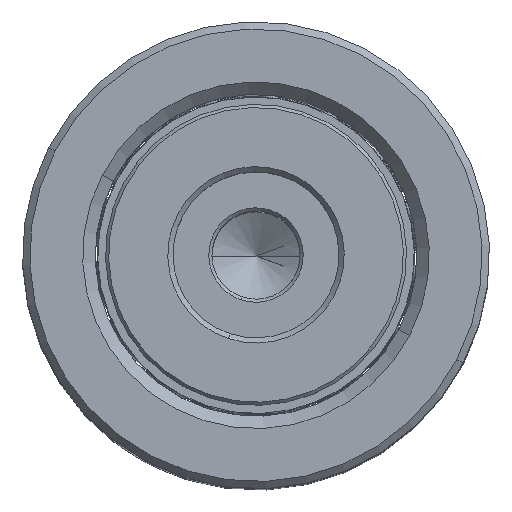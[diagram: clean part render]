
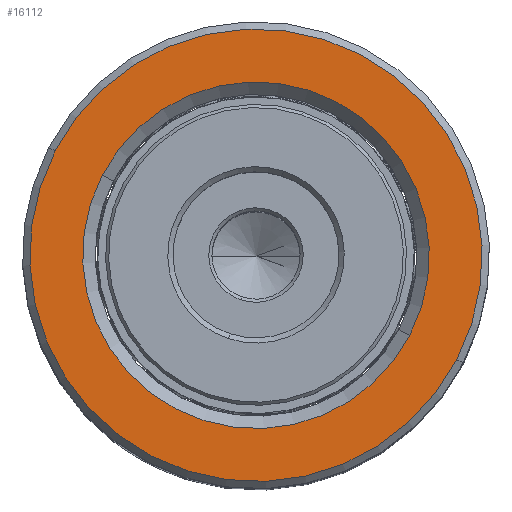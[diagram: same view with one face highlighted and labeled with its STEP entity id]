
A CAD part, top view. The second image highlights one B-rep face of the part: STEP entity #16112.
In plain terms, the highlighted planar face has unit normal (0, 0, 1).
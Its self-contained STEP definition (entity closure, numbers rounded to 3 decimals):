
#627 = AXIS2_PLACEMENT_3D ( 'NONE', #8671, #18165, #18429 ) ;
#1812 = CIRCLE ( 'NONE', #22448, 21.8 ) ;
#2265 = EDGE_CURVE ( 'NONE', #10934, #27979, #31464, .T. ) ;
#2607 = AXIS2_PLACEMENT_3D ( 'NONE', #13349, #17003, #38553 ) ;
#4044 = AXIS2_PLACEMENT_3D ( 'NONE', #26672, #17760, #32802 ) ;
#6412 = VERTEX_POINT ( 'NONE', #19384 ) ;
#7580 = PLANE ( 'NONE',  #30804 ) ;
#8671 = CARTESIAN_POINT ( 'NONE',  ( 0., 0., 80. ) ) ;
#10934 = VERTEX_POINT ( 'NONE', #29993 ) ;
#11228 = EDGE_LOOP ( 'NONE', ( #14365, #12506 ) ) ;
#12506 = ORIENTED_EDGE ( 'NONE', *, *, #25552, .T. ) ;
#13219 = FACE_BOUND ( 'NONE', #11228, .T. ) ;
#13349 = CARTESIAN_POINT ( 'NONE',  ( 0., 0., 80. ) ) ;
#14365 = ORIENTED_EDGE ( 'NONE', *, *, #27184, .T. ) ;
#14566 = DIRECTION ( 'NONE',  ( 0., 0., 1. ) ) ;
#16112 = ADVANCED_FACE ( 'NONE', ( #25346, #13219 ), #7580, .T. ) ;
#17003 = DIRECTION ( 'NONE',  ( 0., 0., 1. ) ) ;
#17227 = CARTESIAN_POINT ( 'NONE',  ( -16.7, 0., 80. ) ) ;
#17689 = DIRECTION ( 'NONE',  ( 1., 0., 0. ) ) ;
#17760 = DIRECTION ( 'NONE',  ( 0., 0., -1. ) ) ;
#18165 = DIRECTION ( 'NONE',  ( 0., 0., -1. ) ) ;
#18429 = DIRECTION ( 'NONE',  ( 1., 0., 0. ) ) ;
#19384 = CARTESIAN_POINT ( 'NONE',  ( 16.7, 0., 80. ) ) ;
#19925 = DIRECTION ( 'NONE',  ( 0., 0., 1. ) ) ;
#22448 = AXIS2_PLACEMENT_3D ( 'NONE', #36091, #14566, #17689 ) ;
#24274 = VERTEX_POINT ( 'NONE', #17227 ) ;
#25346 = FACE_OUTER_BOUND ( 'NONE', #36749, .T. ) ;
#25552 = EDGE_CURVE ( 'NONE', #24274, #6412, #38817, .T. ) ;
#26273 = DIRECTION ( 'NONE',  ( 1., 0., 0. ) ) ;
#26672 = CARTESIAN_POINT ( 'NONE',  ( 0., 0., 80. ) ) ;
#27184 = EDGE_CURVE ( 'NONE', #6412, #24274, #39750, .T. ) ;
#27979 = VERTEX_POINT ( 'NONE', #36066 ) ;
#29993 = CARTESIAN_POINT ( 'NONE',  ( 21.8, 0., 80. ) ) ;
#30098 = EDGE_CURVE ( 'NONE', #27979, #10934, #1812, .T. ) ;
#30804 = AXIS2_PLACEMENT_3D ( 'NONE', #32520, #19925, #26273 ) ;
#31464 = CIRCLE ( 'NONE', #2607, 21.8 ) ;
#32520 = CARTESIAN_POINT ( 'NONE',  ( 0., 0., 80. ) ) ;
#32802 = DIRECTION ( 'NONE',  ( 1., 0., 0. ) ) ;
#33663 = ORIENTED_EDGE ( 'NONE', *, *, #2265, .T. ) ;
#34273 = ORIENTED_EDGE ( 'NONE', *, *, #30098, .T. ) ;
#36066 = CARTESIAN_POINT ( 'NONE',  ( -21.8, 0., 80. ) ) ;
#36091 = CARTESIAN_POINT ( 'NONE',  ( 0., 0., 80. ) ) ;
#36749 = EDGE_LOOP ( 'NONE', ( #34273, #33663 ) ) ;
#38553 = DIRECTION ( 'NONE',  ( 1., 0., 0. ) ) ;
#38817 = CIRCLE ( 'NONE', #627, 16.7 ) ;
#39750 = CIRCLE ( 'NONE', #4044, 16.7 ) ;
